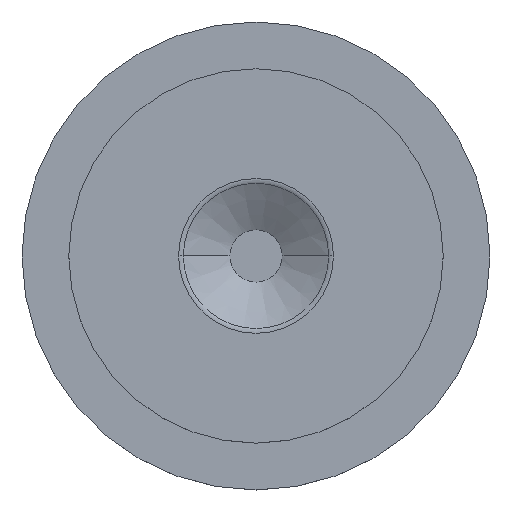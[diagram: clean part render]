
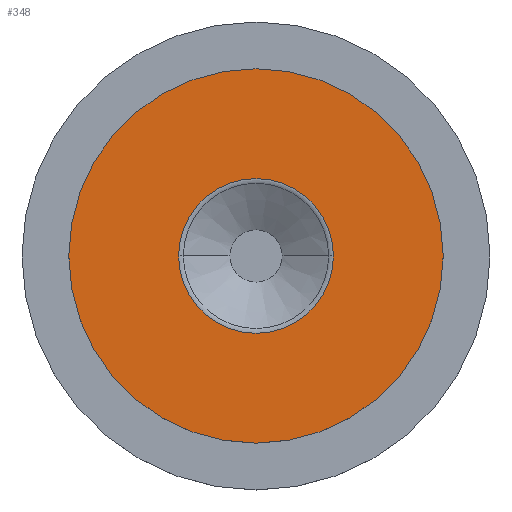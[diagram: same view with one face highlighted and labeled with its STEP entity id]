
A CAD part, top view. The second image highlights one B-rep face of the part: STEP entity #348.
In plain terms, the highlighted planar face has unit normal (0, 0, 1).
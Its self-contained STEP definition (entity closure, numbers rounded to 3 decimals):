
#6 = CARTESIAN_POINT ( 'NONE',  ( 41.34, 0., 25. ) ) ;
#9 = FACE_OUTER_BOUND ( 'NONE', #16, .T. ) ;
#16 = EDGE_LOOP ( 'NONE', ( #215, #115 ) ) ;
#18 = CARTESIAN_POINT ( 'NONE',  ( 100., 0., 25. ) ) ;
#19 = DIRECTION ( 'NONE',  ( 0., 0., 1. ) ) ;
#22 = VERTEX_POINT ( 'NONE', #18 ) ;
#65 = DIRECTION ( 'NONE',  ( 1., 0., 0. ) ) ;
#67 = CIRCLE ( 'NONE', #195, 100. ) ;
#68 = DIRECTION ( 'NONE',  ( 1., 0., 0. ) ) ;
#70 = VERTEX_POINT ( 'NONE', #6 ) ;
#73 = VERTEX_POINT ( 'NONE', #324 ) ;
#79 = DIRECTION ( 'NONE',  ( 0., 0., -1. ) ) ;
#80 = CIRCLE ( 'NONE', #281, 100. ) ;
#96 = CARTESIAN_POINT ( 'NONE',  ( 0., 0., 25. ) ) ;
#111 = CARTESIAN_POINT ( 'NONE',  ( 0., 0., 25. ) ) ;
#115 = ORIENTED_EDGE ( 'NONE', *, *, #384, .T. ) ;
#128 = CARTESIAN_POINT ( 'NONE',  ( 0., 0., 25. ) ) ;
#129 = CARTESIAN_POINT ( 'NONE',  ( 0., 0., 25. ) ) ;
#133 = CIRCLE ( 'NONE', #254, 41.34 ) ;
#136 = CARTESIAN_POINT ( 'NONE',  ( -41.34, 0., 25. ) ) ;
#145 = VERTEX_POINT ( 'NONE', #136 ) ;
#190 = PLANE ( 'NONE',  #314 ) ;
#194 = CARTESIAN_POINT ( 'NONE',  ( 0., 0., 25. ) ) ;
#195 = AXIS2_PLACEMENT_3D ( 'NONE', #128, #347, #65 ) ;
#206 = DIRECTION ( 'NONE',  ( 0., 0., -1. ) ) ;
#215 = ORIENTED_EDGE ( 'NONE', *, *, #241, .T. ) ;
#231 = DIRECTION ( 'NONE',  ( 0., 0., 1. ) ) ;
#241 = EDGE_CURVE ( 'NONE', #73, #22, #67, .T. ) ;
#243 = ORIENTED_EDGE ( 'NONE', *, *, #343, .T. ) ;
#254 = AXIS2_PLACEMENT_3D ( 'NONE', #96, #206, #68 ) ;
#264 = FACE_BOUND ( 'NONE', #305, .T. ) ;
#281 = AXIS2_PLACEMENT_3D ( 'NONE', #194, #19, #300 ) ;
#286 = DIRECTION ( 'NONE',  ( 1., 0., 0. ) ) ;
#300 = DIRECTION ( 'NONE',  ( 1., 0., 0. ) ) ;
#305 = EDGE_LOOP ( 'NONE', ( #243, #365 ) ) ;
#314 = AXIS2_PLACEMENT_3D ( 'NONE', #129, #231, #352 ) ;
#324 = CARTESIAN_POINT ( 'NONE',  ( -100., 0., 25. ) ) ;
#327 = AXIS2_PLACEMENT_3D ( 'NONE', #111, #79, #286 ) ;
#343 = EDGE_CURVE ( 'NONE', #70, #145, #370, .T. ) ;
#347 = DIRECTION ( 'NONE',  ( 0., 0., 1. ) ) ;
#348 = ADVANCED_FACE ( 'NONE', ( #264, #9 ), #190, .T. ) ;
#351 = EDGE_CURVE ( 'NONE', #145, #70, #133, .T. ) ;
#352 = DIRECTION ( 'NONE',  ( 1., 0., 0. ) ) ;
#365 = ORIENTED_EDGE ( 'NONE', *, *, #351, .T. ) ;
#370 = CIRCLE ( 'NONE', #327, 41.34 ) ;
#384 = EDGE_CURVE ( 'NONE', #22, #73, #80, .T. ) ;
